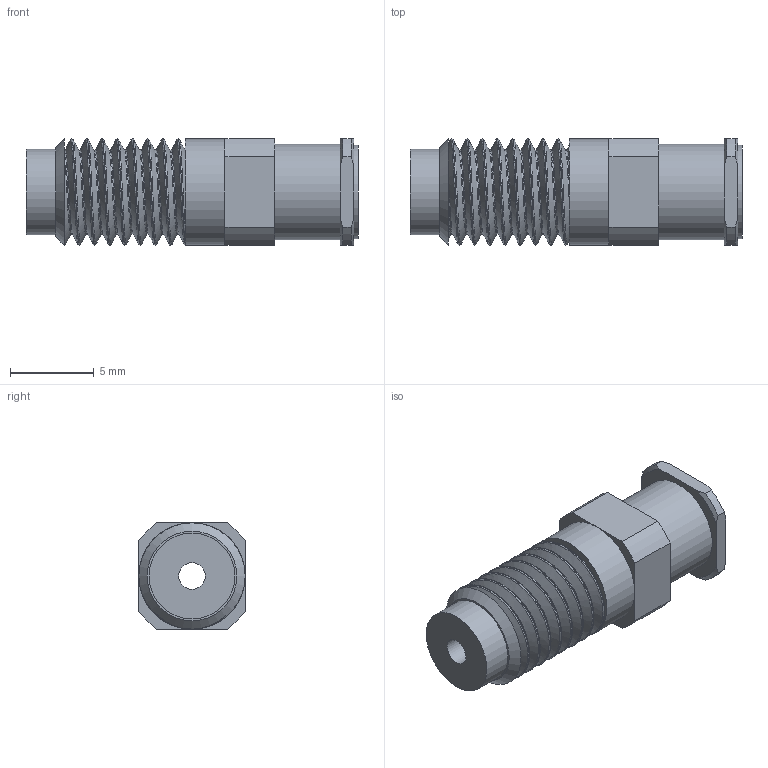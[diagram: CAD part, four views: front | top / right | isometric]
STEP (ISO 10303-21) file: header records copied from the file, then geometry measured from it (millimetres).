
FILE_DESCRIPTION((''),'2;1');
FILE_NAME('310125.stp','2013-08-19T14:29:25',('Franzp'),(''),'Autodesk Inventor 2013','Autodesk Inventor 2013','');
FILE_SCHEMA(('AUTOMOTIVE_DESIGN { 1 0 10303 214 1 1 1 1 }'));
Length unit declared in the file: millimetre
Products named in the file (1): 310125
Bounding box: 19.84 x 6.35 x 6.35 mm (x, y, z)
Volume: 433.4 mm3; surface area: 994.7 mm2
Topology: 2 solids, 2 shells, 57 faces, 133 edges, 87 vertices
Faces by surface type: plane 23, cylinder 17, cone 11, bspline 6
Full cylindrical faces by diameter (mm): 1.587 x1, 3.937 x1, 5.005 x2, 5.131 x1, 5.6 x1, 5.69 x1, 6.35 x1
Entity records: 4826 total; most frequent: CARTESIAN_POINT 3594, ORIENTED_EDGE 240, DIRECTION 238, EDGE_CURVE 120, AXIS2_PLACEMENT_3D 101, VERTEX_POINT 85, EDGE_LOOP 79, FACE_OUTER_BOUND 57
